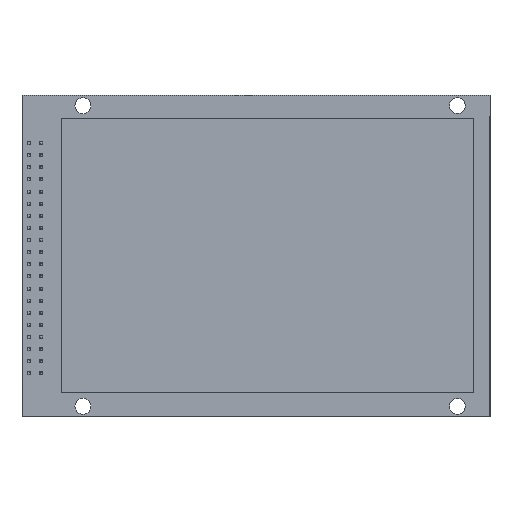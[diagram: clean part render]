
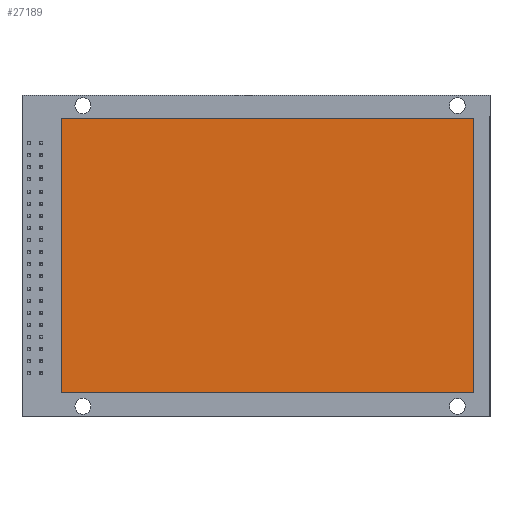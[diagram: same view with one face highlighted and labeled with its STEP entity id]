
A CAD part, top view. The second image highlights one B-rep face of the part: STEP entity #27189.
In plain terms, the highlighted planar face has unit normal (0, 0, 1).
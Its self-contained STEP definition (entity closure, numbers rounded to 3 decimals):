
#2173=FACE_OUTER_BOUND('',#3921,.T.);
#3921=EDGE_LOOP('',(#24298,#24299,#24300,#24301));
#7416=LINE('',#43228,#10917);
#7419=LINE('',#43234,#10920);
#7422=LINE('',#43240,#10923);
#7425=LINE('',#43244,#10926);
#10917=VECTOR('',#35724,10.);
#10920=VECTOR('',#35729,10.);
#10923=VECTOR('',#35734,10.);
#10926=VECTOR('',#35739,10.);
#13247=VERTEX_POINT('',#43225);
#13248=VERTEX_POINT('',#43227);
#13250=VERTEX_POINT('',#43233);
#13252=VERTEX_POINT('',#43239);
#16930=EDGE_CURVE('',#13248,#13247,#7416,.T.);
#16933=EDGE_CURVE('',#13250,#13248,#7419,.T.);
#16936=EDGE_CURVE('',#13252,#13250,#7422,.T.);
#16939=EDGE_CURVE('',#13247,#13252,#7425,.T.);
#24298=ORIENTED_EDGE('',*,*,#16939,.T.);
#24299=ORIENTED_EDGE('',*,*,#16936,.T.);
#24300=ORIENTED_EDGE('',*,*,#16933,.T.);
#24301=ORIENTED_EDGE('',*,*,#16930,.T.);
#25722=PLANE('',#28933);
#27189=ADVANCED_FACE('',(#2173),#25722,.T.);
#28933=AXIS2_PLACEMENT_3D('',#43245,#35740,#35741);
#35724=DIRECTION('',(0.,-1.,0.));
#35729=DIRECTION('',(-1.,0.,0.));
#35734=DIRECTION('',(0.,1.,0.));
#35739=DIRECTION('',(1.,0.,0.));
#35740=DIRECTION('center_axis',(0.,0.,1.));
#35741=DIRECTION('ref_axis',(1.,0.,0.));
#43225=CARTESIAN_POINT('',(-4.219,48.074,18.8));
#43227=CARTESIAN_POINT('',(-4.219,104.574,18.8));
#43228=CARTESIAN_POINT('',(-4.219,48.074,18.8));
#43233=CARTESIAN_POINT('',(80.781,104.574,18.8));
#43234=CARTESIAN_POINT('',(-4.219,104.574,18.8));
#43239=CARTESIAN_POINT('',(80.781,48.074,18.8));
#43240=CARTESIAN_POINT('',(80.781,104.574,18.8));
#43244=CARTESIAN_POINT('',(80.781,48.074,18.8));
#43245=CARTESIAN_POINT('Origin',(38.281,76.324,18.8));
